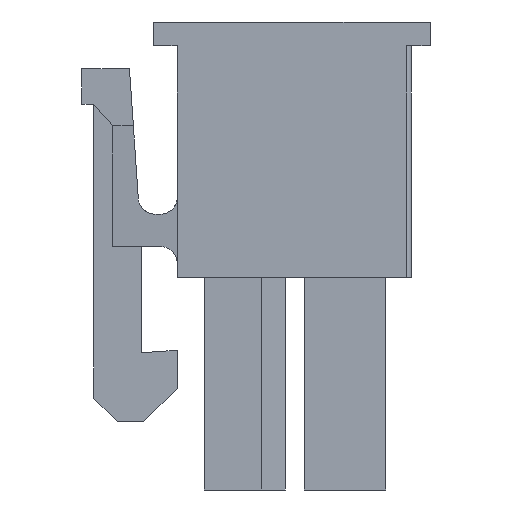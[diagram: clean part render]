
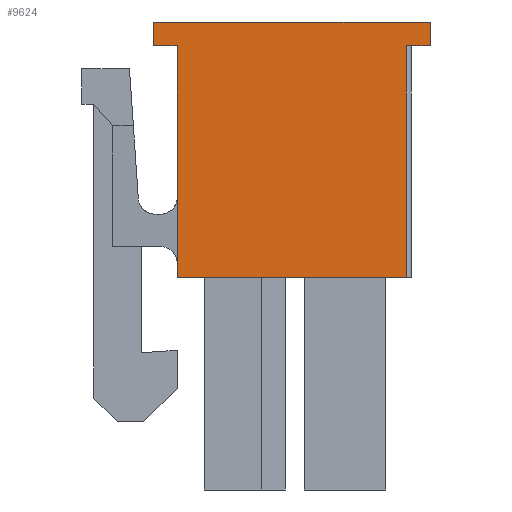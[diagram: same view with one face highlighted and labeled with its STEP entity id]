
A CAD part, left-side view. The second image highlights one B-rep face of the part: STEP entity #9624.
In plain terms, the highlighted planar face has unit normal (-1, 0, 0).
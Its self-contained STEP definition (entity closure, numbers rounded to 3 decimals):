
#877=ORIENTED_EDGE('',*,*,#2854,.T.);
#878=ORIENTED_EDGE('',*,*,#3587,.F.);
#879=ORIENTED_EDGE('',*,*,#3588,.F.);
#880=ORIENTED_EDGE('',*,*,#2976,.T.);
#881=ORIENTED_EDGE('',*,*,#3589,.F.);
#882=ORIENTED_EDGE('',*,*,#3590,.T.);
#883=ORIENTED_EDGE('',*,*,#2894,.T.);
#884=ORIENTED_EDGE('',*,*,#3575,.T.);
#2854=EDGE_CURVE('',#4248,#4250,#5126,.T.);
#2894=EDGE_CURVE('',#4284,#4290,#5166,.T.);
#2976=EDGE_CURVE('',#4364,#4365,#5248,.T.);
#3575=EDGE_CURVE('',#4290,#4248,#5837,.T.);
#3587=EDGE_CURVE('',#4886,#4250,#5843,.T.);
#3588=EDGE_CURVE('',#4364,#4886,#5844,.T.);
#3589=EDGE_CURVE('',#4887,#4365,#5845,.T.);
#3590=EDGE_CURVE('',#4887,#4284,#5846,.T.);
#4248=VERTEX_POINT('',#13086);
#4250=VERTEX_POINT('',#13090);
#4284=VERTEX_POINT('',#13165);
#4290=VERTEX_POINT('',#13177);
#4364=VERTEX_POINT('',#13347);
#4365=VERTEX_POINT('',#13348);
#4886=VERTEX_POINT('',#14586);
#4887=VERTEX_POINT('',#14589);
#5126=LINE('',#13091,#6498);
#5166=LINE('',#13178,#6538);
#5248=LINE('',#13346,#6620);
#5837=LINE('',#14569,#7209);
#5843=LINE('',#14585,#7215);
#5844=LINE('',#14587,#7216);
#5845=LINE('',#14588,#7217);
#5846=LINE('',#14590,#7218);
#6498=VECTOR('',#10605,1000.);
#6538=VECTOR('',#10659,1000.);
#6620=VECTOR('',#10767,1000.);
#7209=VECTOR('',#11584,1000.);
#7215=VECTOR('',#11606,1000.);
#7216=VECTOR('',#11607,1000.);
#7217=VECTOR('',#11608,1000.);
#7218=VECTOR('',#11609,1000.);
#8019=EDGE_LOOP('',(#877,#878,#879,#880,#881,#882,#883,#884));
#8575=FACE_BOUND('',#8019,.T.);
#9101=PLANE('',#10185);
#9624=ADVANCED_FACE('',(#8575),#9101,.T.);
#10185=AXIS2_PLACEMENT_3D('',#14584,#11604,#11605);
#10605=DIRECTION('',(0.,0.,1.));
#10659=DIRECTION('',(0.,0.,-1.));
#10767=DIRECTION('',(0.,1.,0.));
#11584=DIRECTION('',(0.,-1.,0.));
#11604=DIRECTION('',(-1.,0.,0.));
#11605=DIRECTION('',(0.,0.,1.));
#11606=DIRECTION('',(0.,1.,0.));
#11607=DIRECTION('',(0.,0.,-1.));
#11608=DIRECTION('',(0.,0.,1.));
#11609=DIRECTION('',(0.,-1.,0.));
#13086=CARTESIAN_POINT('',(-9.,-4.8,-5.35));
#13090=CARTESIAN_POINT('',(-9.,-4.8,4.35));
#13091=CARTESIAN_POINT('',(-9.,-4.8,-5.35));
#13165=CARTESIAN_POINT('',(-9.,4.8,4.35));
#13177=CARTESIAN_POINT('',(-9.,4.8,-5.35));
#13178=CARTESIAN_POINT('',(-9.,4.8,5.35));
#13346=CARTESIAN_POINT('',(-9.,-4.8,5.35));
#13347=CARTESIAN_POINT('',(-9.,-5.8,5.35));
#13348=CARTESIAN_POINT('',(-9.,5.8,5.35));
#14569=CARTESIAN_POINT('',(-9.,4.8,-5.35));
#14584=CARTESIAN_POINT('',(-9.,0.,0.));
#14585=CARTESIAN_POINT('',(-9.,-5.8,4.35));
#14586=CARTESIAN_POINT('',(-9.,-5.8,4.35));
#14587=CARTESIAN_POINT('',(-9.,-5.8,5.35));
#14588=CARTESIAN_POINT('',(-9.,5.8,4.35));
#14589=CARTESIAN_POINT('',(-9.,5.8,4.35));
#14590=CARTESIAN_POINT('',(-9.,5.8,4.35));
